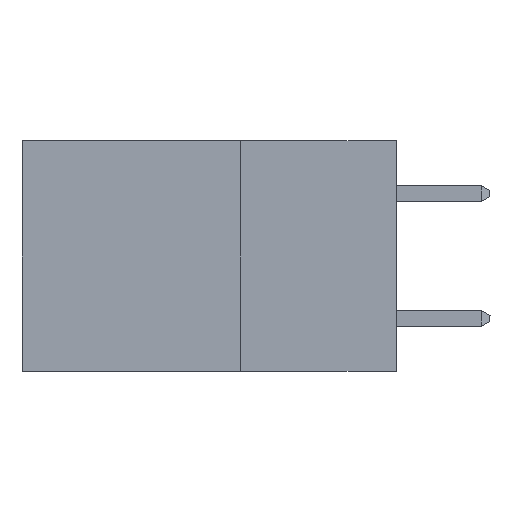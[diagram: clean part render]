
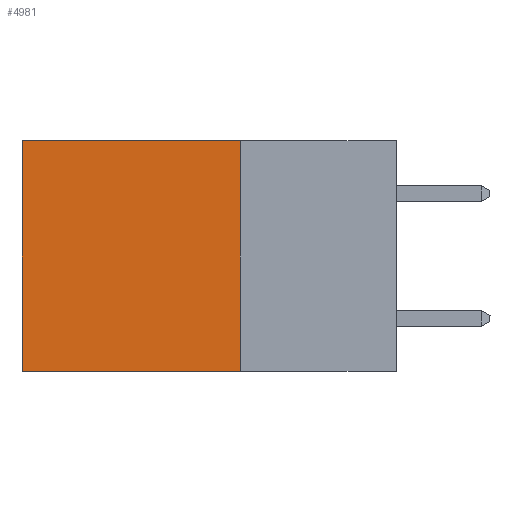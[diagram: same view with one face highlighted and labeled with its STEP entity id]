
A CAD part, left-side view. The second image highlights one B-rep face of the part: STEP entity #4981.
In plain terms, the highlighted planar face has unit normal (-1, 0, 0).
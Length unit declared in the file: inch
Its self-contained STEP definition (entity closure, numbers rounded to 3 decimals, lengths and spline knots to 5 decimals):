
#6 = ORIENTED_EDGE ( 'NONE', *, *, #8649, .T. ) ;
#123 = LINE ( 'NONE', #10645, #7468 ) ;
#929 = VERTEX_POINT ( 'NONE', #5537 ) ;
#1315 = AXIS2_PLACEMENT_3D ( 'NONE', #4622, #4019, #3892 ) ;
#1406 = VERTEX_POINT ( 'NONE', #10957 ) ;
#1435 = FACE_OUTER_BOUND ( 'NONE', #10640, .T. ) ;
#1575 = ORIENTED_EDGE ( 'NONE', *, *, #11468, .F. ) ;
#2003 = VERTEX_POINT ( 'NONE', #4994 ) ;
#3060 = VECTOR ( 'NONE', #8726, 39.37008 ) ;
#3512 = VECTOR ( 'NONE', #4097, 39.37008 ) ;
#3788 = LINE ( 'NONE', #6935, #3512 ) ;
#3892 = DIRECTION ( 'NONE',  ( 0., 0., -1. ) ) ;
#4019 = DIRECTION ( 'NONE',  ( 1., 0., 0. ) ) ;
#4097 = DIRECTION ( 'NONE',  ( 0., 0., -1. ) ) ;
#4385 = PLANE ( 'NONE',  #1315 ) ;
#4622 = CARTESIAN_POINT ( 'NONE',  ( 0.2615, 0.25, -0.37 ) ) ;
#4981 = ADVANCED_FACE ( 'NONE', ( #1435 ), #4385, .F. ) ;
#4994 = CARTESIAN_POINT ( 'NONE',  ( 0.2615, 0.6, 0. ) ) ;
#5537 = CARTESIAN_POINT ( 'NONE',  ( 0.2615, 0.25, 0. ) ) ;
#5625 = LINE ( 'NONE', #11432, #3060 ) ;
#5895 = CARTESIAN_POINT ( 'NONE',  ( 0.2615, 0.25, 0. ) ) ;
#5914 = LINE ( 'NONE', #5895, #6209 ) ;
#5994 = DIRECTION ( 'NONE',  ( 0., 1., 0. ) ) ;
#6209 = VECTOR ( 'NONE', #5994, 39.37008 ) ;
#6935 = CARTESIAN_POINT ( 'NONE',  ( 0.2615, 0.25, -0.37 ) ) ;
#7146 = EDGE_CURVE ( 'NONE', #929, #2003, #5914, .T. ) ;
#7161 = CARTESIAN_POINT ( 'NONE',  ( 0.2615, 0.25, -0.37 ) ) ;
#7468 = VECTOR ( 'NONE', #10631, 39.37008 ) ;
#8284 = ORIENTED_EDGE ( 'NONE', *, *, #11026, .F. ) ;
#8649 = EDGE_CURVE ( 'NONE', #2003, #1406, #123, .T. ) ;
#8726 = DIRECTION ( 'NONE',  ( 0., 1., 0. ) ) ;
#9270 = VERTEX_POINT ( 'NONE', #7161 ) ;
#10215 = ORIENTED_EDGE ( 'NONE', *, *, #7146, .T. ) ;
#10631 = DIRECTION ( 'NONE',  ( 0., 0., -1. ) ) ;
#10640 = EDGE_LOOP ( 'NONE', ( #6, #1575, #8284, #10215 ) ) ;
#10645 = CARTESIAN_POINT ( 'NONE',  ( 0.2615, 0.6, -0.37 ) ) ;
#10957 = CARTESIAN_POINT ( 'NONE',  ( 0.2615, 0.6, -0.37 ) ) ;
#11026 = EDGE_CURVE ( 'NONE', #929, #9270, #3788, .T. ) ;
#11432 = CARTESIAN_POINT ( 'NONE',  ( 0.2615, 0.25, -0.37 ) ) ;
#11468 = EDGE_CURVE ( 'NONE', #9270, #1406, #5625, .T. ) ;
